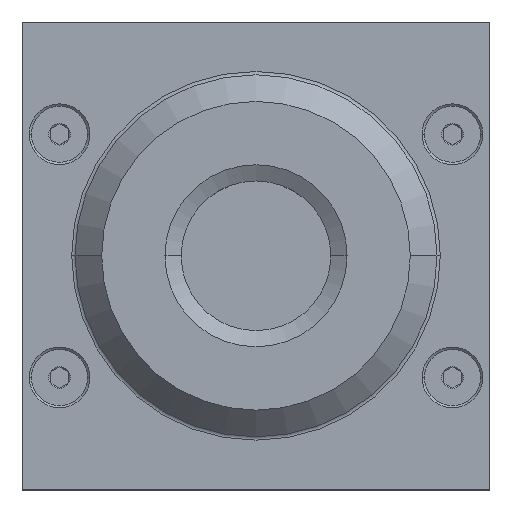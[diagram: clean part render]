
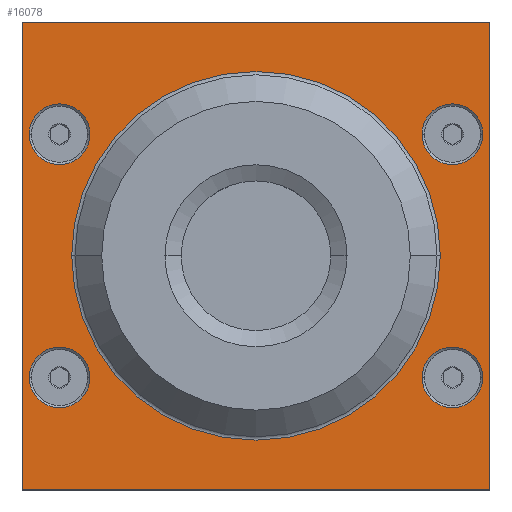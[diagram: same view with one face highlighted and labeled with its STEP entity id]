
A CAD part, top view. The second image highlights one B-rep face of the part: STEP entity #16078.
In plain terms, the highlighted planar face has unit normal (0, 0, 1).
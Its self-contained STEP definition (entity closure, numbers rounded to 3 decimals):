
#243 = VERTEX_POINT ( 'NONE', #19485 ) ;
#278 = CARTESIAN_POINT ( 'NONE',  ( -15.623, 6.936, 0. ) ) ;
#405 = FACE_BOUND ( 'NONE', #6969, .T. ) ;
#512 = VERTEX_POINT ( 'NONE', #16868 ) ;
#771 = DIRECTION ( 'NONE',  ( 1., 0., 0. ) ) ;
#1065 = CARTESIAN_POINT ( 'NONE',  ( -40.623, 31.936, 0. ) ) ;
#2182 = DIRECTION ( 'NONE',  ( 0., 0., 1. ) ) ;
#2388 = CIRCLE ( 'NONE', #49250, 19.707 ) ;
#2548 = EDGE_LOOP ( 'NONE', ( #41378, #46588 ) ) ;
#2822 = DIRECTION ( 'NONE',  ( 1., 0., 0. ) ) ;
#5047 = PLANE ( 'NONE',  #44293 ) ;
#5413 = ORIENTED_EDGE ( 'NONE', *, *, #15166, .F. ) ;
#5962 = VECTOR ( 'NONE', #41647, 1000. ) ;
#6111 = CARTESIAN_POINT ( 'NONE',  ( -61.623, 18.936, 0. ) ) ;
#6345 = DIRECTION ( 'NONE',  ( 0., 0., 1. ) ) ;
#6440 = VERTEX_POINT ( 'NONE', #36966 ) ;
#6969 = EDGE_LOOP ( 'NONE', ( #5413, #13978 ) ) ;
#7384 = VECTOR ( 'NONE', #40096, 1000. ) ;
#7843 = VERTEX_POINT ( 'NONE', #41882 ) ;
#8014 = CARTESIAN_POINT ( 'NONE',  ( -58.373, 18.936, 0. ) ) ;
#8170 = AXIS2_PLACEMENT_3D ( 'NONE', #42809, #22705, #2822 ) ;
#8284 = EDGE_CURVE ( 'NONE', #47175, #47160, #30012, .T. ) ;
#8465 = EDGE_CURVE ( 'NONE', #39868, #26647, #2388, .T. ) ;
#8554 = CARTESIAN_POINT ( 'NONE',  ( -20.916, 31.936, 0. ) ) ;
#8694 = VECTOR ( 'NONE', #44588, 1000. ) ;
#8970 = CARTESIAN_POINT ( 'NONE',  ( -65.623, 56.936, 0. ) ) ;
#9797 = VERTEX_POINT ( 'NONE', #36382 ) ;
#9867 = CARTESIAN_POINT ( 'NONE',  ( -61.623, 44.936, 0. ) ) ;
#10053 = VERTEX_POINT ( 'NONE', #13468 ) ;
#10056 = VERTEX_POINT ( 'NONE', #45112 ) ;
#10675 = CARTESIAN_POINT ( 'NONE',  ( -61.623, 18.936, 0. ) ) ;
#11640 = LINE ( 'NONE', #278, #7384 ) ;
#12049 = FACE_BOUND ( 'NONE', #15417, .T. ) ;
#12364 = DIRECTION ( 'NONE',  ( 1., 0., 0. ) ) ;
#12758 = DIRECTION ( 'NONE',  ( 0., 0., 1. ) ) ;
#13468 = CARTESIAN_POINT ( 'NONE',  ( -16.373, 18.936, 0. ) ) ;
#13484 = AXIS2_PLACEMENT_3D ( 'NONE', #36336, #12758, #16709 ) ;
#13978 = ORIENTED_EDGE ( 'NONE', *, *, #23230, .F. ) ;
#14102 = CARTESIAN_POINT ( 'NONE',  ( -15.623, 56.936, 0. ) ) ;
#14161 = EDGE_LOOP ( 'NONE', ( #41371, #18795, #22163, #24373 ) ) ;
#14173 = DIRECTION ( 'NONE',  ( 1., 0., 0. ) ) ;
#14406 = EDGE_CURVE ( 'NONE', #20755, #512, #44960, .T. ) ;
#14475 = FACE_BOUND ( 'NONE', #42608, .T. ) ;
#15166 = EDGE_CURVE ( 'NONE', #10053, #10056, #25064, .T. ) ;
#15417 = EDGE_LOOP ( 'NONE', ( #42047, #33993 ) ) ;
#16078 = ADVANCED_FACE ( 'NONE', ( #35441, #42185, #44085, #405, #14475, #12049 ), #5047, .T. ) ;
#16709 = DIRECTION ( 'NONE',  ( 1., 0., 0. ) ) ;
#16868 = CARTESIAN_POINT ( 'NONE',  ( -65.623, 6.936, 0. ) ) ;
#17879 = LINE ( 'NONE', #37790, #24615 ) ;
#18094 = CIRCLE ( 'NONE', #13484, 3.25 ) ;
#18369 = DIRECTION ( 'NONE',  ( 1., 0., 0. ) ) ;
#18795 = ORIENTED_EDGE ( 'NONE', *, *, #14406, .T. ) ;
#19485 = CARTESIAN_POINT ( 'NONE',  ( -15.623, 6.936, 0. ) ) ;
#19637 = VERTEX_POINT ( 'NONE', #49253 ) ;
#20257 = EDGE_CURVE ( 'NONE', #6440, #7843, #23404, .T. ) ;
#20755 = VERTEX_POINT ( 'NONE', #41040 ) ;
#22086 = AXIS2_PLACEMENT_3D ( 'NONE', #1065, #24536, #28149 ) ;
#22163 = ORIENTED_EDGE ( 'NONE', *, *, #48055, .T. ) ;
#22202 = DIRECTION ( 'NONE',  ( 1., 0., 0. ) ) ;
#22317 = EDGE_CURVE ( 'NONE', #7843, #6440, #33317, .T. ) ;
#22705 = DIRECTION ( 'NONE',  ( 0., 0., 1. ) ) ;
#23154 = ORIENTED_EDGE ( 'NONE', *, *, #31794, .F. ) ;
#23230 = EDGE_CURVE ( 'NONE', #10056, #10053, #34487, .T. ) ;
#23404 = CIRCLE ( 'NONE', #48033, 3.25 ) ;
#24373 = ORIENTED_EDGE ( 'NONE', *, *, #44655, .T. ) ;
#24536 = DIRECTION ( 'NONE',  ( 0., 0., -1. ) ) ;
#24615 = VECTOR ( 'NONE', #18369, 1000. ) ;
#25064 = CIRCLE ( 'NONE', #28032, 3.25 ) ;
#25602 = AXIS2_PLACEMENT_3D ( 'NONE', #10675, #38341, #30731 ) ;
#25845 = CARTESIAN_POINT ( 'NONE',  ( -60.33, 31.936, 0. ) ) ;
#26647 = VERTEX_POINT ( 'NONE', #25845 ) ;
#26872 = CIRCLE ( 'NONE', #25602, 3.25 ) ;
#27964 = DIRECTION ( 'NONE',  ( 0., 0., 1. ) ) ;
#28032 = AXIS2_PLACEMENT_3D ( 'NONE', #37745, #33613, #41729 ) ;
#28149 = DIRECTION ( 'NONE',  ( 1., 0., 0. ) ) ;
#28314 = CARTESIAN_POINT ( 'NONE',  ( -19.623, 44.936, 0. ) ) ;
#29780 = EDGE_LOOP ( 'NONE', ( #37391, #41525 ) ) ;
#30012 = CIRCLE ( 'NONE', #38497, 3.25 ) ;
#30163 = CARTESIAN_POINT ( 'NONE',  ( -61.623, 44.936, 0. ) ) ;
#30731 = DIRECTION ( 'NONE',  ( 1., 0., 0. ) ) ;
#31666 = ORIENTED_EDGE ( 'NONE', *, *, #49873, .F. ) ;
#31794 = EDGE_CURVE ( 'NONE', #36164, #19637, #38991, .T. ) ;
#33317 = CIRCLE ( 'NONE', #43987, 3.25 ) ;
#33613 = DIRECTION ( 'NONE',  ( 0., 0., 1. ) ) ;
#33993 = ORIENTED_EDGE ( 'NONE', *, *, #20257, .F. ) ;
#34487 = CIRCLE ( 'NONE', #8170, 3.25 ) ;
#34892 = CARTESIAN_POINT ( 'NONE',  ( -16.373, 44.936, 0. ) ) ;
#35441 = FACE_BOUND ( 'NONE', #2548, .T. ) ;
#35886 = CIRCLE ( 'NONE', #22086, 19.707 ) ;
#36164 = VERTEX_POINT ( 'NONE', #34892 ) ;
#36336 = CARTESIAN_POINT ( 'NONE',  ( -19.623, 44.936, 0. ) ) ;
#36382 = CARTESIAN_POINT ( 'NONE',  ( -15.623, 56.936, 0. ) ) ;
#36966 = CARTESIAN_POINT ( 'NONE',  ( -64.873, 44.936, 0. ) ) ;
#37391 = ORIENTED_EDGE ( 'NONE', *, *, #45004, .F. ) ;
#37745 = CARTESIAN_POINT ( 'NONE',  ( -19.623, 18.936, 0. ) ) ;
#37790 = CARTESIAN_POINT ( 'NONE',  ( -65.623, 6.936, 0. ) ) ;
#38341 = DIRECTION ( 'NONE',  ( 0., 0., 1. ) ) ;
#38497 = AXIS2_PLACEMENT_3D ( 'NONE', #6111, #2182, #45104 ) ;
#38548 = CARTESIAN_POINT ( 'NONE',  ( -40.623, 31.936, 0. ) ) ;
#38991 = CIRCLE ( 'NONE', #46563, 3.25 ) ;
#39868 = VERTEX_POINT ( 'NONE', #8554 ) ;
#40096 = DIRECTION ( 'NONE',  ( 0., 1., 0. ) ) ;
#41040 = CARTESIAN_POINT ( 'NONE',  ( -65.623, 56.936, 0. ) ) ;
#41371 = ORIENTED_EDGE ( 'NONE', *, *, #49065, .T. ) ;
#41378 = ORIENTED_EDGE ( 'NONE', *, *, #8465, .T. ) ;
#41525 = ORIENTED_EDGE ( 'NONE', *, *, #8284, .F. ) ;
#41647 = DIRECTION ( 'NONE',  ( -1., 0., 0. ) ) ;
#41729 = DIRECTION ( 'NONE',  ( 1., 0., 0. ) ) ;
#41882 = CARTESIAN_POINT ( 'NONE',  ( -58.373, 44.936, 0. ) ) ;
#42047 = ORIENTED_EDGE ( 'NONE', *, *, #22317, .F. ) ;
#42185 = FACE_OUTER_BOUND ( 'NONE', #14161, .T. ) ;
#42608 = EDGE_LOOP ( 'NONE', ( #23154, #31666 ) ) ;
#42686 = DIRECTION ( 'NONE',  ( 0., 0., -1. ) ) ;
#42809 = CARTESIAN_POINT ( 'NONE',  ( -19.623, 18.936, 0. ) ) ;
#43987 = AXIS2_PLACEMENT_3D ( 'NONE', #9867, #49297, #22202 ) ;
#44085 = FACE_BOUND ( 'NONE', #29780, .T. ) ;
#44293 = AXIS2_PLACEMENT_3D ( 'NONE', #8970, #47758, #771 ) ;
#44588 = DIRECTION ( 'NONE',  ( 0., -1., 0. ) ) ;
#44655 = EDGE_CURVE ( 'NONE', #243, #9797, #11640, .T. ) ;
#44666 = LINE ( 'NONE', #14102, #5962 ) ;
#44960 = LINE ( 'NONE', #47790, #8694 ) ;
#45004 = EDGE_CURVE ( 'NONE', #47160, #47175, #26872, .T. ) ;
#45104 = DIRECTION ( 'NONE',  ( 1., 0., 0. ) ) ;
#45112 = CARTESIAN_POINT ( 'NONE',  ( -22.873, 18.936, 0. ) ) ;
#45906 = DIRECTION ( 'NONE',  ( 1., 0., 0. ) ) ;
#46563 = AXIS2_PLACEMENT_3D ( 'NONE', #28314, #27964, #12364 ) ;
#46588 = ORIENTED_EDGE ( 'NONE', *, *, #50269, .T. ) ;
#47160 = VERTEX_POINT ( 'NONE', #8014 ) ;
#47175 = VERTEX_POINT ( 'NONE', #48110 ) ;
#47758 = DIRECTION ( 'NONE',  ( 0., 0., 1. ) ) ;
#47790 = CARTESIAN_POINT ( 'NONE',  ( -65.623, 56.936, 0. ) ) ;
#48033 = AXIS2_PLACEMENT_3D ( 'NONE', #30163, #6345, #14173 ) ;
#48055 = EDGE_CURVE ( 'NONE', #512, #243, #17879, .T. ) ;
#48110 = CARTESIAN_POINT ( 'NONE',  ( -64.873, 18.936, 0. ) ) ;
#49065 = EDGE_CURVE ( 'NONE', #9797, #20755, #44666, .T. ) ;
#49250 = AXIS2_PLACEMENT_3D ( 'NONE', #38548, #42686, #45906 ) ;
#49253 = CARTESIAN_POINT ( 'NONE',  ( -22.873, 44.936, 0. ) ) ;
#49297 = DIRECTION ( 'NONE',  ( 0., 0., 1. ) ) ;
#49873 = EDGE_CURVE ( 'NONE', #19637, #36164, #18094, .T. ) ;
#50269 = EDGE_CURVE ( 'NONE', #26647, #39868, #35886, .T. ) ;
